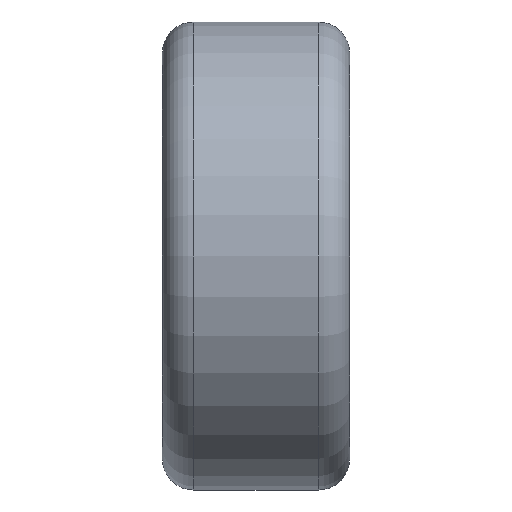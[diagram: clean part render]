
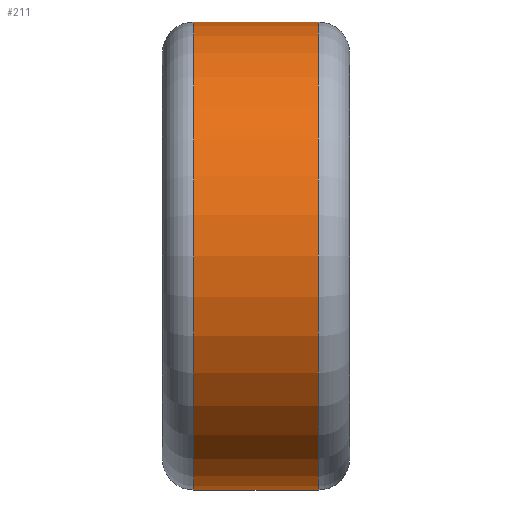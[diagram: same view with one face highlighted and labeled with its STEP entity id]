
A CAD part, left-side view. The second image highlights one B-rep face of the part: STEP entity #211.
In plain terms, the highlighted cylindrical face has radius 3.75 mm (diameter 7.5 mm), a partial arc.
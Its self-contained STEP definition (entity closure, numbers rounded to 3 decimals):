
#6 = EDGE_CURVE ( 'NONE', #621, #234, #351, .T. ) ;
#15 = EDGE_LOOP ( 'NONE', ( #135, #498, #515, #564 ) ) ;
#28 = LINE ( 'NONE', #629, #180 ) ;
#46 = EDGE_CURVE ( 'NONE', #549, #621, #28, .T. ) ;
#94 = FACE_OUTER_BOUND ( 'NONE', #15, .T. ) ;
#115 = DIRECTION ( 'NONE',  ( 0., 0., 1. ) ) ;
#131 = LINE ( 'NONE', #504, #267 ) ;
#135 = ORIENTED_EDGE ( 'NONE', *, *, #46, .T. ) ;
#158 = CARTESIAN_POINT ( 'NONE',  ( -5., 2.5, 0. ) ) ;
#180 = VECTOR ( 'NONE', #201, 1000. ) ;
#201 = DIRECTION ( 'NONE',  ( 0., -1., 0. ) ) ;
#211 = ADVANCED_FACE ( 'NONE', ( #94 ), #338, .T. ) ;
#234 = VERTEX_POINT ( 'NONE', #656 ) ;
#267 = VECTOR ( 'NONE', #563, 1000. ) ;
#276 = DIRECTION ( 'NONE',  ( 0., 0., -1. ) ) ;
#282 = EDGE_CURVE ( 'NONE', #374, #549, #534, .T. ) ;
#338 = CYLINDRICAL_SURFACE ( 'NONE', #479, 3.75 ) ;
#351 = CIRCLE ( 'NONE', #473, 3.75 ) ;
#374 = VERTEX_POINT ( 'NONE', #661 ) ;
#417 = DIRECTION ( 'NONE',  ( 0., -1., 0. ) ) ;
#473 = AXIS2_PLACEMENT_3D ( 'NONE', #558, #499, #115 ) ;
#479 = AXIS2_PLACEMENT_3D ( 'NONE', #590, #584, #276 ) ;
#492 = CARTESIAN_POINT ( 'NONE',  ( -5., 2.5, -3.75 ) ) ;
#498 = ORIENTED_EDGE ( 'NONE', *, *, #6, .T. ) ;
#499 = DIRECTION ( 'NONE',  ( 0., 1., 0. ) ) ;
#504 = CARTESIAN_POINT ( 'NONE',  ( -5., 3., 3.75 ) ) ;
#515 = ORIENTED_EDGE ( 'NONE', *, *, #583, .F. ) ;
#534 = CIRCLE ( 'NONE', #665, 3.75 ) ;
#549 = VERTEX_POINT ( 'NONE', #492 ) ;
#558 = CARTESIAN_POINT ( 'NONE',  ( -5., 0.5, 0. ) ) ;
#563 = DIRECTION ( 'NONE',  ( 0., -1., 0. ) ) ;
#564 = ORIENTED_EDGE ( 'NONE', *, *, #282, .T. ) ;
#583 = EDGE_CURVE ( 'NONE', #374, #234, #131, .T. ) ;
#584 = DIRECTION ( 'NONE',  ( 0., -1., 0. ) ) ;
#590 = CARTESIAN_POINT ( 'NONE',  ( -5., 3., 0. ) ) ;
#601 = DIRECTION ( 'NONE',  ( 0., 0., 1. ) ) ;
#621 = VERTEX_POINT ( 'NONE', #699 ) ;
#629 = CARTESIAN_POINT ( 'NONE',  ( -5., 3., -3.75 ) ) ;
#656 = CARTESIAN_POINT ( 'NONE',  ( -5., 0.5, 3.75 ) ) ;
#661 = CARTESIAN_POINT ( 'NONE',  ( -5., 2.5, 3.75 ) ) ;
#665 = AXIS2_PLACEMENT_3D ( 'NONE', #158, #417, #601 ) ;
#699 = CARTESIAN_POINT ( 'NONE',  ( -5., 0.5, -3.75 ) ) ;
